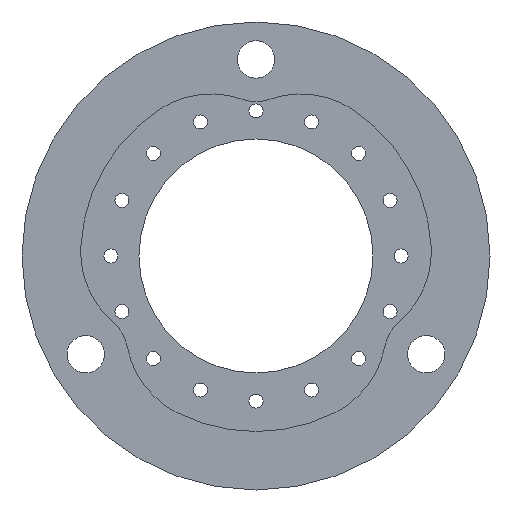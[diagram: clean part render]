
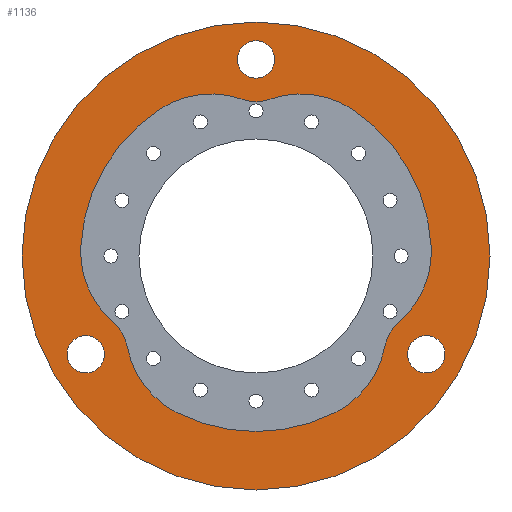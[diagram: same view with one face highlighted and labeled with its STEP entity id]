
A CAD part, left-side view. The second image highlights one B-rep face of the part: STEP entity #1136.
In plain terms, the highlighted planar face has unit normal (-1, 0, 0).
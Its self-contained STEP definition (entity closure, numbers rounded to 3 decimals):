
#48=FACE_BOUND('',#242,.T.);
#49=FACE_BOUND('',#243,.T.);
#50=FACE_BOUND('',#244,.T.);
#51=FACE_BOUND('',#245,.T.);
#90=PLANE('',#1309);
#138=FACE_OUTER_BOUND('',#241,.T.);
#241=EDGE_LOOP('',(#914));
#242=EDGE_LOOP('',(#915));
#243=EDGE_LOOP('',(#916));
#244=EDGE_LOOP('',(#917));
#245=EDGE_LOOP('',(#918,#919,#920,#921,#922,#923,#924,#925,#926,#927,#928,
#929));
#440=CIRCLE('',#1257,20.);
#442=CIRCLE('',#1260,9.);
#470=CIRCLE('',#1290,20.);
#471=CIRCLE('',#1292,37.5);
#472=CIRCLE('',#1294,20.);
#473=CIRCLE('',#1296,37.5);
#474=CIRCLE('',#1298,20.);
#475=CIRCLE('',#1300,20.);
#476=CIRCLE('',#1302,37.5);
#477=CIRCLE('',#1304,20.);
#478=CIRCLE('',#1306,9.);
#479=CIRCLE('',#1308,9.);
#480=CIRCLE('',#1310,50.);
#481=CIRCLE('',#1311,4.);
#482=CIRCLE('',#1312,4.);
#483=CIRCLE('',#1313,4.);
#541=VERTEX_POINT('',#1886);
#542=VERTEX_POINT('',#1888);
#544=VERTEX_POINT('',#1894);
#571=VERTEX_POINT('',#1952);
#572=VERTEX_POINT('',#1954);
#573=VERTEX_POINT('',#1958);
#574=VERTEX_POINT('',#1962);
#575=VERTEX_POINT('',#1964);
#576=VERTEX_POINT('',#1968);
#577=VERTEX_POINT('',#1974);
#578=VERTEX_POINT('',#1976);
#579=VERTEX_POINT('',#1982);
#580=VERTEX_POINT('',#1990);
#581=VERTEX_POINT('',#1992);
#582=VERTEX_POINT('',#1994);
#583=VERTEX_POINT('',#1996);
#657=EDGE_CURVE('',#541,#542,#440,.F.);
#661=EDGE_CURVE('',#544,#541,#442,.T.);
#690=EDGE_CURVE('',#571,#572,#470,.F.);
#693=EDGE_CURVE('',#573,#571,#471,.T.);
#695=EDGE_CURVE('',#574,#575,#472,.F.);
#697=EDGE_CURVE('',#575,#576,#473,.T.);
#699=EDGE_CURVE('',#576,#544,#474,.F.);
#701=EDGE_CURVE('',#577,#578,#475,.F.);
#703=EDGE_CURVE('',#542,#577,#476,.T.);
#705=EDGE_CURVE('',#579,#573,#477,.F.);
#706=EDGE_CURVE('',#572,#574,#478,.T.);
#707=EDGE_CURVE('',#578,#579,#479,.T.);
#708=EDGE_CURVE('',#580,#580,#480,.T.);
#709=EDGE_CURVE('',#581,#581,#481,.T.);
#710=EDGE_CURVE('',#582,#582,#482,.T.);
#711=EDGE_CURVE('',#583,#583,#483,.T.);
#914=ORIENTED_EDGE('',*,*,#708,.F.);
#915=ORIENTED_EDGE('',*,*,#709,.F.);
#916=ORIENTED_EDGE('',*,*,#710,.F.);
#917=ORIENTED_EDGE('',*,*,#711,.F.);
#918=ORIENTED_EDGE('',*,*,#661,.F.);
#919=ORIENTED_EDGE('',*,*,#699,.F.);
#920=ORIENTED_EDGE('',*,*,#697,.F.);
#921=ORIENTED_EDGE('',*,*,#695,.F.);
#922=ORIENTED_EDGE('',*,*,#706,.F.);
#923=ORIENTED_EDGE('',*,*,#690,.F.);
#924=ORIENTED_EDGE('',*,*,#693,.F.);
#925=ORIENTED_EDGE('',*,*,#705,.F.);
#926=ORIENTED_EDGE('',*,*,#707,.F.);
#927=ORIENTED_EDGE('',*,*,#701,.F.);
#928=ORIENTED_EDGE('',*,*,#703,.F.);
#929=ORIENTED_EDGE('',*,*,#657,.F.);
#1136=ADVANCED_FACE('',(#138,#48,#49,#50,#51),#90,.T.);
#1257=AXIS2_PLACEMENT_3D('',#1889,#1528,#1529);
#1260=AXIS2_PLACEMENT_3D('',#1896,#1536,#1537);
#1290=AXIS2_PLACEMENT_3D('',#1955,#1597,#1598);
#1292=AXIS2_PLACEMENT_3D('',#1960,#1603,#1604);
#1294=AXIS2_PLACEMENT_3D('',#1965,#1608,#1609);
#1296=AXIS2_PLACEMENT_3D('',#1969,#1613,#1614);
#1298=AXIS2_PLACEMENT_3D('',#1972,#1618,#1619);
#1300=AXIS2_PLACEMENT_3D('',#1977,#1623,#1624);
#1302=AXIS2_PLACEMENT_3D('',#1980,#1628,#1629);
#1304=AXIS2_PLACEMENT_3D('',#1984,#1633,#1634);
#1306=AXIS2_PLACEMENT_3D('',#1986,#1637,#1638);
#1308=AXIS2_PLACEMENT_3D('',#1988,#1641,#1642);
#1309=AXIS2_PLACEMENT_3D('',#1989,#1643,#1644);
#1310=AXIS2_PLACEMENT_3D('',#1991,#1645,#1646);
#1311=AXIS2_PLACEMENT_3D('',#1993,#1647,#1648);
#1312=AXIS2_PLACEMENT_3D('',#1995,#1649,#1650);
#1313=AXIS2_PLACEMENT_3D('',#1997,#1651,#1652);
#1528=DIRECTION('center_axis',(1.,0.,0.));
#1529=DIRECTION('ref_axis',(0.,0.799,-0.601));
#1536=DIRECTION('center_axis',(1.,0.,0.));
#1537=DIRECTION('ref_axis',(0.,-1.,0.));
#1597=DIRECTION('center_axis',(1.,0.,0.));
#1598=DIRECTION('ref_axis',(0.,-0.121,0.993));
#1603=DIRECTION('center_axis',(-1.,0.,0.));
#1604=DIRECTION('ref_axis',(0.,-1.,0.));
#1608=DIRECTION('center_axis',(1.,0.,0.));
#1609=DIRECTION('ref_axis',(0.,0.121,0.993));
#1613=DIRECTION('center_axis',(-1.,0.,0.));
#1614=DIRECTION('ref_axis',(0.,-1.,0.));
#1618=DIRECTION('center_axis',(1.,0.,0.));
#1619=DIRECTION('ref_axis',(0.,0.92,-0.391));
#1623=DIRECTION('center_axis',(1.,0.,0.));
#1624=DIRECTION('ref_axis',(0.,-0.799,-0.601));
#1628=DIRECTION('center_axis',(-1.,0.,0.));
#1629=DIRECTION('ref_axis',(0.,-1.,0.));
#1633=DIRECTION('center_axis',(1.,0.,0.));
#1634=DIRECTION('ref_axis',(0.,-0.92,-0.391));
#1637=DIRECTION('center_axis',(1.,0.,0.));
#1638=DIRECTION('ref_axis',(0.,-1.,0.));
#1641=DIRECTION('center_axis',(1.,0.,0.));
#1642=DIRECTION('ref_axis',(0.,-1.,0.));
#1643=DIRECTION('center_axis',(-1.,0.,0.));
#1644=DIRECTION('ref_axis',(0.,-1.,0.));
#1645=DIRECTION('center_axis',(1.,0.,0.));
#1646=DIRECTION('ref_axis',(0.,1.,0.));
#1647=DIRECTION('center_axis',(-1.,0.,0.));
#1648=DIRECTION('ref_axis',(0.,1.,0.));
#1649=DIRECTION('center_axis',(-1.,0.,0.));
#1650=DIRECTION('ref_axis',(0.,1.,0.));
#1651=DIRECTION('center_axis',(-1.,0.,0.));
#1652=DIRECTION('ref_axis',(0.,1.,0.));
#1886=CARTESIAN_POINT('',(47.,27.529,-19.333));
#1888=CARTESIAN_POINT('',(47.,16.875,-33.489));
#1889=CARTESIAN_POINT('Origin',(47.,7.875,-15.628));
#1894=CARTESIAN_POINT('',(47.,30.507,-14.174));
#1896=CARTESIAN_POINT('Origin',(47.,36.373,-21.));
#1952=CARTESIAN_POINT('',(47.,-20.565,31.358));
#1954=CARTESIAN_POINT('',(47.,-2.978,33.507));
#1955=CARTESIAN_POINT('Origin',(47.,-9.597,14.634));
#1958=CARTESIAN_POINT('',(47.,-37.439,2.13));
#1960=CARTESIAN_POINT('Origin',(47.,0.,0.));
#1962=CARTESIAN_POINT('',(47.,2.978,33.507));
#1964=CARTESIAN_POINT('',(47.,20.565,31.358));
#1965=CARTESIAN_POINT('Origin',(47.,9.597,14.634));
#1968=CARTESIAN_POINT('',(47.,37.439,2.13));
#1969=CARTESIAN_POINT('Origin',(47.,0.,0.));
#1972=CARTESIAN_POINT('Origin',(47.,17.472,0.994));
#1974=CARTESIAN_POINT('',(47.,-16.875,-33.489));
#1976=CARTESIAN_POINT('',(47.,-27.529,-19.333));
#1977=CARTESIAN_POINT('Origin',(47.,-7.875,-15.628));
#1980=CARTESIAN_POINT('Origin',(47.,0.,0.));
#1982=CARTESIAN_POINT('',(47.,-30.507,-14.174));
#1984=CARTESIAN_POINT('Origin',(47.,-17.472,0.994));
#1986=CARTESIAN_POINT('Origin',(47.,0.,42.));
#1988=CARTESIAN_POINT('Origin',(47.,-36.373,-21.));
#1989=CARTESIAN_POINT('Origin',(47.,0.,0.));
#1990=CARTESIAN_POINT('',(47.,-50.,0.));
#1991=CARTESIAN_POINT('Origin',(47.,0.,0.));
#1992=CARTESIAN_POINT('',(47.,-40.373,-21.));
#1993=CARTESIAN_POINT('Origin',(47.,-36.373,-21.));
#1994=CARTESIAN_POINT('',(47.,-4.,42.));
#1995=CARTESIAN_POINT('Origin',(47.,0.,42.));
#1996=CARTESIAN_POINT('',(47.,32.373,-21.));
#1997=CARTESIAN_POINT('Origin',(47.,36.373,-21.));
